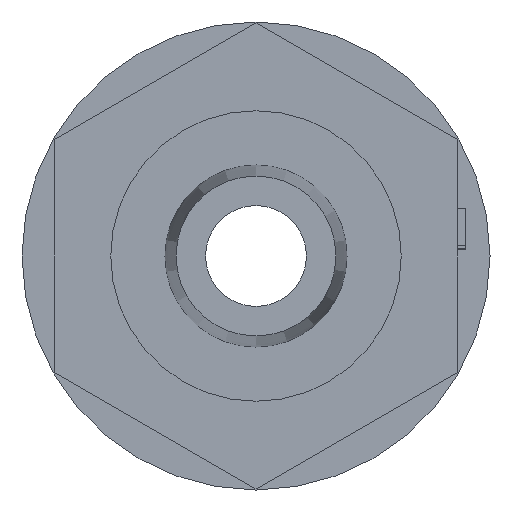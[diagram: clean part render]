
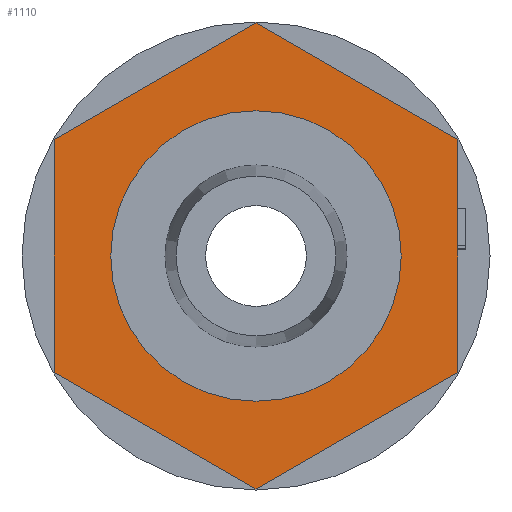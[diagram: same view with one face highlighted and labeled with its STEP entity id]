
A CAD part, left-side view. The second image highlights one B-rep face of the part: STEP entity #1110.
In plain terms, the highlighted planar face has unit normal (-1, 0, 0).
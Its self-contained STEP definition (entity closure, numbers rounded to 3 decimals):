
#82=LINE('',#1607,#187);
#98=LINE('',#1704,#203);
#99=LINE('',#1706,#204);
#100=LINE('',#1708,#205);
#101=LINE('',#1710,#206);
#102=LINE('',#1712,#207);
#187=VECTOR('',#1286,1000.);
#203=VECTOR('',#1310,1000.);
#204=VECTOR('',#1311,1000.);
#205=VECTOR('',#1312,1000.);
#206=VECTOR('',#1313,1000.);
#207=VECTOR('',#1314,1000.);
#321=ORIENTED_EDGE('',*,*,#615,.T.);
#322=ORIENTED_EDGE('',*,*,#592,.T.);
#323=ORIENTED_EDGE('',*,*,#616,.T.);
#324=ORIENTED_EDGE('',*,*,#617,.T.);
#325=ORIENTED_EDGE('',*,*,#618,.T.);
#326=ORIENTED_EDGE('',*,*,#619,.T.);
#327=ORIENTED_EDGE('',*,*,#620,.F.);
#592=EDGE_CURVE('',#739,#740,#82,.T.);
#615=EDGE_CURVE('',#762,#739,#98,.T.);
#616=EDGE_CURVE('',#740,#763,#99,.T.);
#617=EDGE_CURVE('',#763,#764,#100,.T.);
#618=EDGE_CURVE('',#764,#765,#101,.T.);
#619=EDGE_CURVE('',#765,#762,#102,.T.);
#620=EDGE_CURVE('',#766,#766,#832,.T.);
#739=VERTEX_POINT('',#1608);
#740=VERTEX_POINT('',#1609);
#762=VERTEX_POINT('',#1705);
#763=VERTEX_POINT('',#1707);
#764=VERTEX_POINT('',#1709);
#765=VERTEX_POINT('',#1711);
#766=VERTEX_POINT('',#1714);
#832=CIRCLE('',#1202,3.6);
#853=EDGE_LOOP('',(#321,#322,#323,#324,#325,#326));
#854=EDGE_LOOP('',(#327));
#960=FACE_BOUND('',#853,.T.);
#961=FACE_BOUND('',#854,.T.);
#1057=PLANE('',#1201);
#1110=ADVANCED_FACE('',(#960,#961),#1057,.F.);
#1201=AXIS2_PLACEMENT_3D('',#1703,#1308,#1309);
#1202=AXIS2_PLACEMENT_3D('',#1713,#1315,#1316);
#1286=DIRECTION('',(0.,0.,1.));
#1308=DIRECTION('',(1.,0.,0.));
#1309=DIRECTION('',(0.,0.,-1.));
#1310=DIRECTION('',(0.,-0.866,0.5));
#1311=DIRECTION('',(0.,0.866,0.5));
#1312=DIRECTION('',(0.,0.866,-0.5));
#1313=DIRECTION('',(0.,0.,-1.));
#1314=DIRECTION('',(0.,-0.866,-0.5));
#1315=DIRECTION('',(-1.,0.,0.));
#1316=DIRECTION('',(0.,0.,1.));
#1607=CARTESIAN_POINT('',(-20.,-5.,-2.887));
#1608=CARTESIAN_POINT('',(-20.,-5.,-2.887));
#1609=CARTESIAN_POINT('',(-20.,-5.,2.887));
#1703=CARTESIAN_POINT('',(-20.,0.,5.8));
#1704=CARTESIAN_POINT('',(-20.,0.,-5.774));
#1705=CARTESIAN_POINT('',(-20.,0.,-5.774));
#1706=CARTESIAN_POINT('',(-20.,-5.,2.887));
#1707=CARTESIAN_POINT('',(-20.,0.,5.774));
#1708=CARTESIAN_POINT('',(-20.,0.,5.774));
#1709=CARTESIAN_POINT('',(-20.,5.,2.887));
#1710=CARTESIAN_POINT('',(-20.,5.,2.887));
#1711=CARTESIAN_POINT('',(-20.,5.,-2.887));
#1712=CARTESIAN_POINT('',(-20.,5.,-2.887));
#1713=CARTESIAN_POINT('',(-20.,0.,0.));
#1714=CARTESIAN_POINT('',(-20.,0.,3.6));
